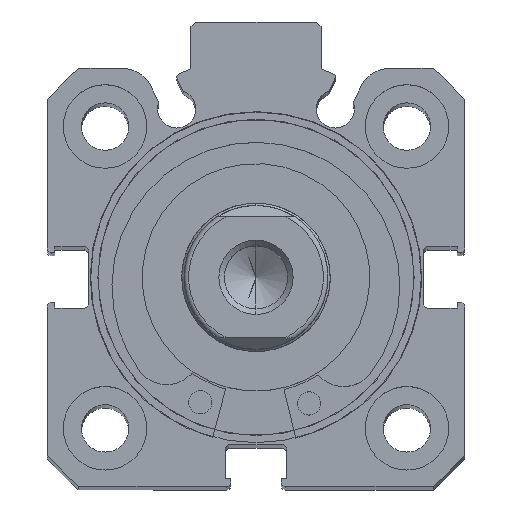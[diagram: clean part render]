
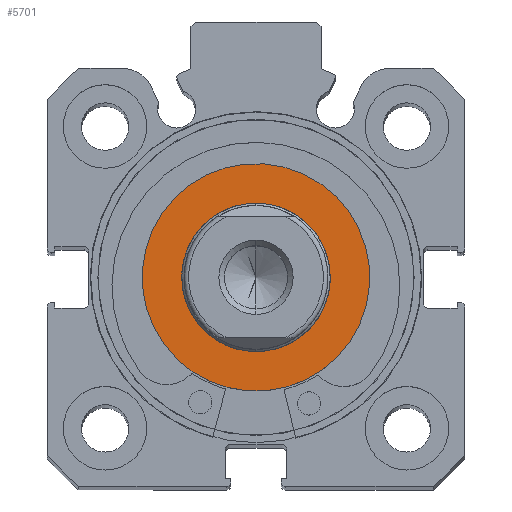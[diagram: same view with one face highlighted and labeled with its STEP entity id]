
A CAD part, top view. The second image highlights one B-rep face of the part: STEP entity #5701.
In plain terms, the highlighted face is planar.
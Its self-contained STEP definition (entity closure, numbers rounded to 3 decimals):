
#978 = EDGE_CURVE ( 'NONE', #7178, #7170, #6588, .T. ) ;
#988 = EDGE_CURVE ( 'NONE', #7156, #7205, #6600, .T. ) ;
#1450 = EDGE_CURVE ( 'NONE', #7205, #7156, #5070, .T. ) ;
#1451 = EDGE_CURVE ( 'NONE', #7170, #7178, #5071, .T. ) ;
#1551 = AXIS2_PLACEMENT_3D ( 'NONE', #2709, #2711, #2712 ) ;
#1557 = AXIS2_PLACEMENT_3D ( 'NONE', #2716, #2734, #2735 ) ;
#1726 = AXIS2_PLACEMENT_3D ( 'NONE', #3904, #3911, #3912 ) ;
#1727 = AXIS2_PLACEMENT_3D ( 'NONE', #3907, #3914, #3915 ) ;
#1830 = AXIS2_PLACEMENT_3D ( 'NONE', #4265, #4267, #4268 ) ;
#2709 = CARTESIAN_POINT ( 'NONE',  ( 0., 0., 0. ) ) ;
#2711 = DIRECTION ( 'NONE',  ( -1., 0., 0. ) ) ;
#2712 = DIRECTION ( 'NONE',  ( 0., 0., 1. ) ) ;
#2716 = CARTESIAN_POINT ( 'NONE',  ( 0., 0., 0. ) ) ;
#2734 = DIRECTION ( 'NONE',  ( -1., 0., 0. ) ) ;
#2735 = DIRECTION ( 'NONE',  ( 0., 0., 1. ) ) ;
#3904 = CARTESIAN_POINT ( 'NONE',  ( 0., 0., 0. ) ) ;
#3907 = CARTESIAN_POINT ( 'NONE',  ( 0., 0., 0. ) ) ;
#3911 = DIRECTION ( 'NONE',  ( -1., 0., 0. ) ) ;
#3912 = DIRECTION ( 'NONE',  ( 0., 0., 1. ) ) ;
#3914 = DIRECTION ( 'NONE',  ( -1., 0., 0. ) ) ;
#3915 = DIRECTION ( 'NONE',  ( 0., 0., 1. ) ) ;
#4265 = CARTESIAN_POINT ( 'NONE',  ( 0., 12.25, 0. ) ) ;
#4266 = PLANE ( 'NONE',  #1830 ) ;
#4267 = DIRECTION ( 'NONE',  ( 1., 0., 0. ) ) ;
#4268 = DIRECTION ( 'NONE',  ( 0., 0., -1. ) ) ;
#4841 = CARTESIAN_POINT ( 'NONE',  ( 0., 0., 8. ) ) ;
#4855 = CARTESIAN_POINT ( 'NONE',  ( 0., 0., 12.25 ) ) ;
#4863 = CARTESIAN_POINT ( 'NONE',  ( 0., 0., -12.25 ) ) ;
#4890 = CARTESIAN_POINT ( 'NONE',  ( 0., 0., -8. ) ) ;
#5070 = CIRCLE ( 'NONE', #1726, 8. ) ;
#5071 = CIRCLE ( 'NONE', #1727, 12.25 ) ;
#5257 = FACE_BOUND ( 'NONE', #6271, .T. ) ;
#5263 = FACE_OUTER_BOUND ( 'NONE', #6196, .T. ) ;
#5701 = ADVANCED_FACE ( 'NONE', ( #5257, #5263 ), #4266, .F. ) ;
#6089 = ORIENTED_EDGE ( 'NONE', *, *, #988, .F. ) ;
#6100 = ORIENTED_EDGE ( 'NONE', *, *, #978, .T. ) ;
#6111 = ORIENTED_EDGE ( 'NONE', *, *, #1450, .F. ) ;
#6113 = ORIENTED_EDGE ( 'NONE', *, *, #1451, .T. ) ;
#6196 = EDGE_LOOP ( 'NONE', ( #6113, #6100 ) ) ;
#6271 = EDGE_LOOP ( 'NONE', ( #6089, #6111 ) ) ;
#6588 = CIRCLE ( 'NONE', #1551, 12.25 ) ;
#6600 = CIRCLE ( 'NONE', #1557, 8. ) ;
#7156 = VERTEX_POINT ( 'NONE', #4841 ) ;
#7170 = VERTEX_POINT ( 'NONE', #4855 ) ;
#7178 = VERTEX_POINT ( 'NONE', #4863 ) ;
#7205 = VERTEX_POINT ( 'NONE', #4890 ) ;
